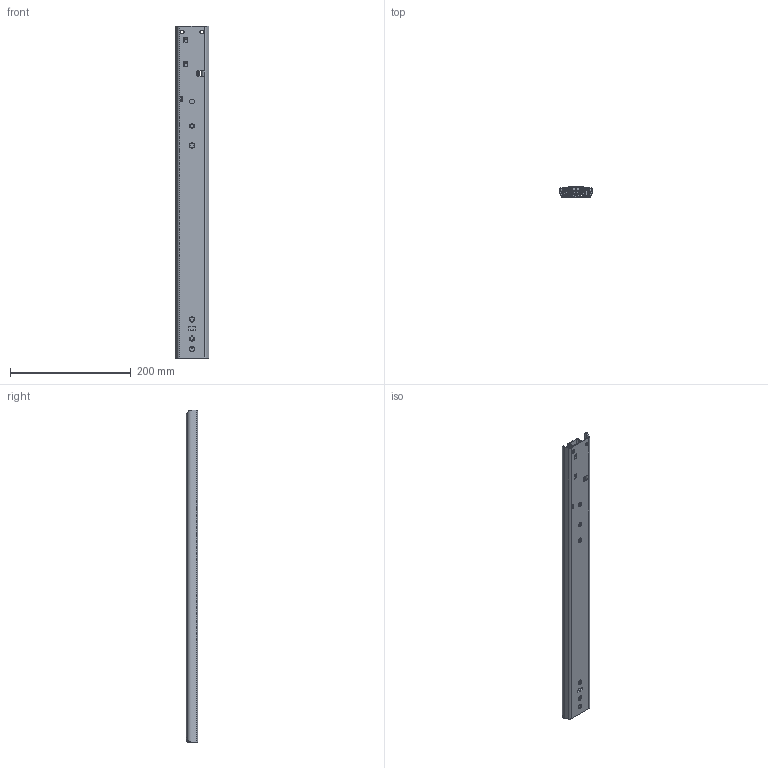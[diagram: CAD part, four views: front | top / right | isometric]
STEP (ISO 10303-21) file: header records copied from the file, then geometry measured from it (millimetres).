
FILE_DESCRIPTION(/* description */ ('Master Profielschetsen + Parameters'),/* implementation_level */ '2;1');
FILE_NAME(/* name */ '112-S86-01-in.stp',/* time_stamp */ '2015-05-01T10:31:28+02:00',/* author */ ('w.jans'),/* organization */ (''),/* preprocessor_version */ 'ST-DEVELOPER v15.6',/* originating_system */ 'Autodesk Inventor 2015',/* authorisation */ '');
FILE_SCHEMA (('AUTOMOTIVE_DESIGN { 1 0 10303 214 3 1 1 }'));
Length unit declared in the file: millimetre
Products named in the file (14): E000017382; E000017383; E000017394; E000017384; E000017391; E000017390; E000017385; E000017393; E000017386; E000017388; E000017389; E000017387; E000017392; E000017381
Assembly tree (61 placements, depth 3):
  E000017381
    E000017382
    E000017394
      E000017383
    E000017390
      E000017384
      E000017391  x26
    E000017393
      E000017385
    E000017389
      E000017386
      E000017388  x24
    E000017392
      E000017387
Bounding box: 55.79 x 18.5 x 550 mm (x, y, z)
Volume: 187226.1 mm3; surface area: 245018 mm2
Topology: 55 solids, 55 shells, 1469 faces, 4507 edges, 3234 vertices
Faces by surface type: plane 707, cylinder 658, sphere 50, cone 42, bspline 12
Full cylindrical faces by diameter (mm): 4.2 x1, 5.56 x24, 6 x2, 6.35 x26, 8 x4, 11 x2
Entity records: 51645 total; most frequent: CARTESIAN_POINT 11331, DIRECTION 8578, ORIENTED_EDGE 8204, EDGE_CURVE 4102, AXIS2_PLACEMENT_3D 2986, VERTEX_POINT 2744, LINE 2606, VECTOR 2606
